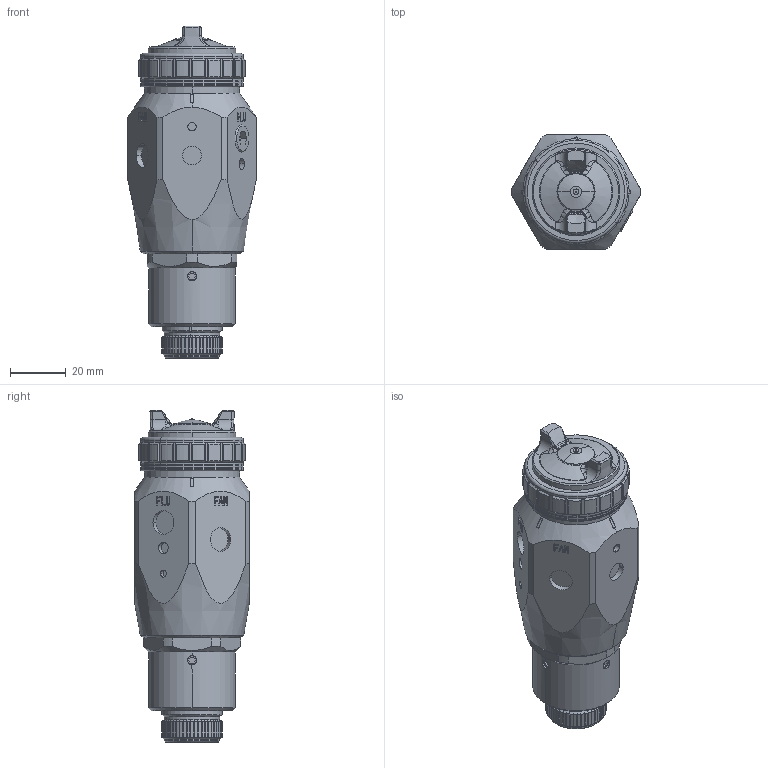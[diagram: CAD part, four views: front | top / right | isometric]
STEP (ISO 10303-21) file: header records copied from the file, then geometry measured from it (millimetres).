
FILE_DESCRIPTION (( 'STEP AP214' ), '1' );
FILE_NAME ('GFA-200.STEP', '2022-11-09T02:46:51', ( '' ), ( '' ), 'SwSTEP 2.0', 'SolidWorks 2019', '' );
FILE_SCHEMA (( 'AUTOMOTIVE_DESIGN' ));
Length unit declared in the file: millimetre
Products named in the file (1): GFA-200
Bounding box: 45.99 x 41 x 118.77 mm (x, y, z)
Volume: 119341.1 mm3; surface area: 15985.2 mm2
Topology: 1 solids, 1 shells, 733 faces, 1952 edges, 1253 vertices
Faces by surface type: plane 374, cylinder 164, bspline 106, cone 57, torus 24, sphere 8
Entity records: 27342 total; most frequent: CARTESIAN_POINT 10265, ORIENTED_EDGE 3888, DIRECTION 3080, EDGE_CURVE 1944, VERTEX_POINT 1253, AXIS2_PLACEMENT_3D 1096, VECTOR 888, LINE 888
